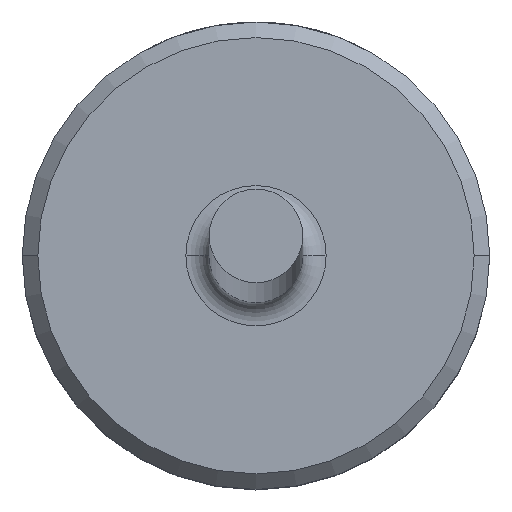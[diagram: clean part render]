
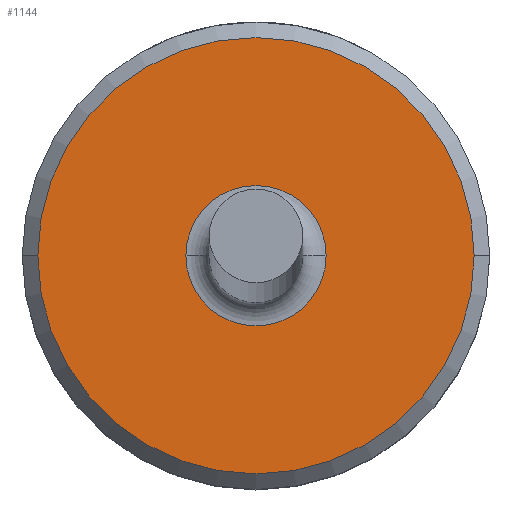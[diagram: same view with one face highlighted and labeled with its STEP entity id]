
A CAD part, top view. The second image highlights one B-rep face of the part: STEP entity #1144.
In plain terms, the highlighted planar face has unit normal (0, 0, 1).
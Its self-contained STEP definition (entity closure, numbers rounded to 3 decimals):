
#14 = CARTESIAN_POINT ( 'NONE',  ( -0.9, 0., 4. ) ) ;
#88 = ORIENTED_EDGE ( 'NONE', *, *, #621, .T. ) ;
#100 = ORIENTED_EDGE ( 'NONE', *, *, #917, .T. ) ;
#137 = CIRCLE ( 'NONE', #646, 0.9 ) ;
#148 = DIRECTION ( 'NONE',  ( 1., 0., 0. ) ) ;
#159 = ORIENTED_EDGE ( 'NONE', *, *, #381, .T. ) ;
#254 = EDGE_LOOP ( 'NONE', ( #100, #88 ) ) ;
#267 = EDGE_CURVE ( 'NONE', #900, #830, #718, .T. ) ;
#279 = VERTEX_POINT ( 'NONE', #709 ) ;
#284 = FACE_OUTER_BOUND ( 'NONE', #254, .T. ) ;
#312 = AXIS2_PLACEMENT_3D ( 'NONE', #1020, #478, #1106 ) ;
#342 = ORIENTED_EDGE ( 'NONE', *, *, #267, .T. ) ;
#355 = DIRECTION ( 'NONE',  ( 0., 0., -1. ) ) ;
#381 = EDGE_CURVE ( 'NONE', #830, #900, #137, .T. ) ;
#391 = CARTESIAN_POINT ( 'NONE',  ( -2.8, 0., 4. ) ) ;
#463 = CARTESIAN_POINT ( 'NONE',  ( 0., 0., 4. ) ) ;
#478 = DIRECTION ( 'NONE',  ( 0., 0., 1. ) ) ;
#491 = AXIS2_PLACEMENT_3D ( 'NONE', #463, #1088, #554 ) ;
#511 = DIRECTION ( 'NONE',  ( -1., 0., 0. ) ) ;
#515 = DIRECTION ( 'NONE',  ( 0., 0., -1. ) ) ;
#554 = DIRECTION ( 'NONE',  ( 1., 0., 0. ) ) ;
#571 = AXIS2_PLACEMENT_3D ( 'NONE', #613, #515, #511 ) ;
#612 = CARTESIAN_POINT ( 'NONE',  ( 0., 0., 4. ) ) ;
#613 = CARTESIAN_POINT ( 'NONE',  ( 0., 0., 4. ) ) ;
#621 = EDGE_CURVE ( 'NONE', #279, #953, #856, .T. ) ;
#646 = AXIS2_PLACEMENT_3D ( 'NONE', #904, #355, #985 ) ;
#702 = CARTESIAN_POINT ( 'NONE',  ( 0.9, 0., 4. ) ) ;
#703 = DIRECTION ( 'NONE',  ( 0., 0., 1. ) ) ;
#709 = CARTESIAN_POINT ( 'NONE',  ( 2.8, 0., 4. ) ) ;
#718 = CIRCLE ( 'NONE', #571, 0.9 ) ;
#808 = CIRCLE ( 'NONE', #312, 2.8 ) ;
#830 = VERTEX_POINT ( 'NONE', #702 ) ;
#856 = CIRCLE ( 'NONE', #491, 2.8 ) ;
#900 = VERTEX_POINT ( 'NONE', #14 ) ;
#904 = CARTESIAN_POINT ( 'NONE',  ( 0., 0., 4. ) ) ;
#917 = EDGE_CURVE ( 'NONE', #953, #279, #808, .T. ) ;
#953 = VERTEX_POINT ( 'NONE', #391 ) ;
#985 = DIRECTION ( 'NONE',  ( -1., 0., 0. ) ) ;
#1020 = CARTESIAN_POINT ( 'NONE',  ( 0., 0., 4. ) ) ;
#1025 = EDGE_LOOP ( 'NONE', ( #342, #159 ) ) ;
#1088 = DIRECTION ( 'NONE',  ( 0., 0., 1. ) ) ;
#1089 = AXIS2_PLACEMENT_3D ( 'NONE', #612, #703, #148 ) ;
#1106 = DIRECTION ( 'NONE',  ( 1., 0., 0. ) ) ;
#1133 = PLANE ( 'NONE',  #1089 ) ;
#1144 = ADVANCED_FACE ( 'NONE', ( #284, #1154 ), #1133, .T. ) ;
#1154 = FACE_BOUND ( 'NONE', #1025, .T. ) ;
